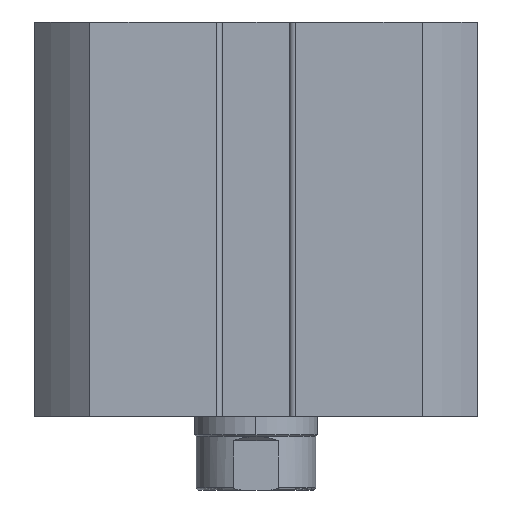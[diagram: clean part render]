
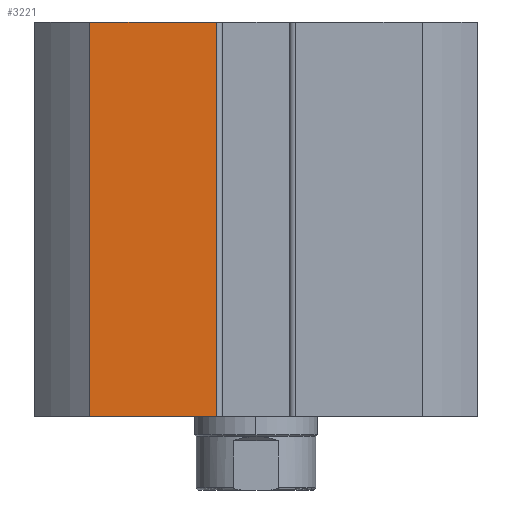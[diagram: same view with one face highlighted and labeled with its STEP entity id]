
A CAD part, front view. The second image highlights one B-rep face of the part: STEP entity #3221.
In plain terms, the highlighted planar face has unit normal (0, -1, 0).
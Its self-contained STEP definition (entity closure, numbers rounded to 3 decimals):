
#180 = LINE ( 'NONE', #4730, #181 ) ;
#181 = VECTOR ( 'NONE', #4731, 1000. ) ;
#282 = LINE ( 'NONE', #2937, #283 ) ;
#283 = VECTOR ( 'NONE', #2938, 1000. ) ;
#531 = VERTEX_POINT ( 'NONE', #961 ) ;
#581 = VERTEX_POINT ( 'NONE', #815 ) ;
#658 = VERTEX_POINT ( 'NONE', #1289 ) ;
#710 = VERTEX_POINT ( 'NONE', #885 ) ;
#815 = CARTESIAN_POINT ( 'NONE',  ( -13.5, -18., 32. ) ) ;
#885 = CARTESIAN_POINT ( 'NONE',  ( -3.2, -18., 0. ) ) ;
#961 = CARTESIAN_POINT ( 'NONE',  ( -13.5, -18., 0. ) ) ;
#1289 = CARTESIAN_POINT ( 'NONE',  ( -3.2, -18., 32. ) ) ;
#1607 = EDGE_LOOP ( 'NONE', ( #2508, #2639, #2712, #2581 ) ) ;
#2508 = ORIENTED_EDGE ( 'NONE', *, *, #4873, .F. ) ;
#2581 = ORIENTED_EDGE ( 'NONE', *, *, #5024, .F. ) ;
#2639 = ORIENTED_EDGE ( 'NONE', *, *, #5093, .T. ) ;
#2712 = ORIENTED_EDGE ( 'NONE', *, *, #4822, .T. ) ;
#2937 = CARTESIAN_POINT ( 'NONE',  ( -18., -18., 0. ) ) ;
#2938 = DIRECTION ( 'NONE',  ( 1., 0., 0. ) ) ;
#3125 = AXIS2_PLACEMENT_3D ( 'NONE', #3586, #3591, #3592 ) ;
#3221 = ADVANCED_FACE ( 'NONE', ( #5346 ), #3583, .F. ) ;
#3583 = PLANE ( 'NONE',  #3125 ) ;
#3586 = CARTESIAN_POINT ( 'NONE',  ( -18., -18., 32. ) ) ;
#3591 = DIRECTION ( 'NONE',  ( 0., 1., 0. ) ) ;
#3592 = DIRECTION ( 'NONE',  ( 0., 0., 1. ) ) ;
#4212 = CARTESIAN_POINT ( 'NONE',  ( -3.2, -18., 32. ) ) ;
#4213 = DIRECTION ( 'NONE',  ( 0., 0., 1. ) ) ;
#4338 = CARTESIAN_POINT ( 'NONE',  ( -13.5, -18., 0. ) ) ;
#4339 = DIRECTION ( 'NONE',  ( 0., 0., 1. ) ) ;
#4730 = CARTESIAN_POINT ( 'NONE',  ( -18., -18., 32. ) ) ;
#4731 = DIRECTION ( 'NONE',  ( 1., 0., 0. ) ) ;
#4822 = EDGE_CURVE ( 'NONE', #710, #658, #5707, .T. ) ;
#4873 = EDGE_CURVE ( 'NONE', #531, #581, #5790, .T. ) ;
#5024 = EDGE_CURVE ( 'NONE', #581, #658, #180, .T. ) ;
#5093 = EDGE_CURVE ( 'NONE', #531, #710, #282, .T. ) ;
#5346 = FACE_OUTER_BOUND ( 'NONE', #1607, .T. ) ;
#5707 = LINE ( 'NONE', #4212, #5714 ) ;
#5714 = VECTOR ( 'NONE', #4213, 1000. ) ;
#5790 = LINE ( 'NONE', #4338, #5793 ) ;
#5793 = VECTOR ( 'NONE', #4339, 1000. ) ;
